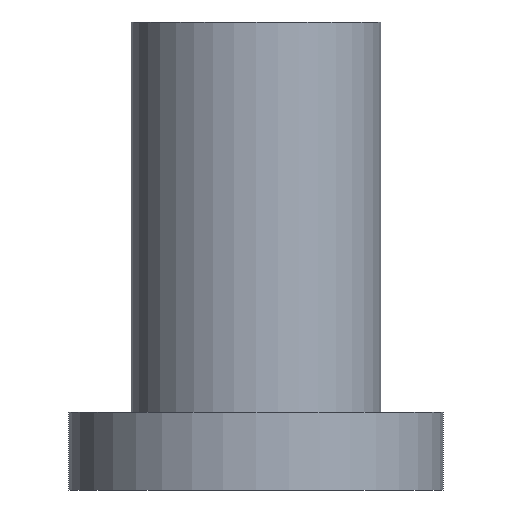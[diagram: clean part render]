
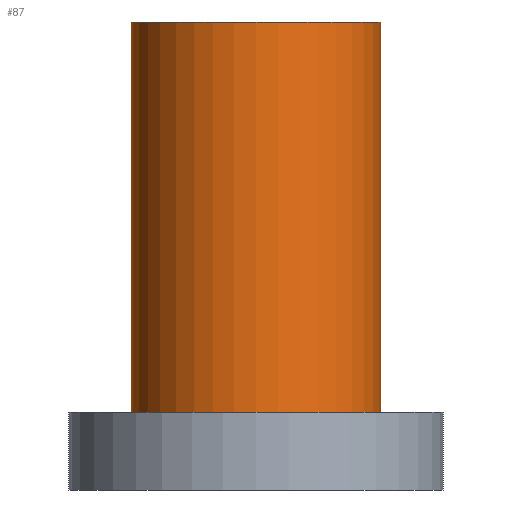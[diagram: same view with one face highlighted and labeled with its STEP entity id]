
A CAD part, front view. The second image highlights one B-rep face of the part: STEP entity #87.
In plain terms, the highlighted cylindrical face has radius 0.8 mm (diameter 1.6 mm), a full revolution.
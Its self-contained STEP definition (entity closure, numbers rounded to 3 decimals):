
#24=FACE_OUTER_BOUND('',#31,.T.);
#31=EDGE_LOOP('',(#73,#74,#75,#76));
#38=LINE('',#164,#41);
#41=VECTOR('',#140,0.8);
#44=CIRCLE('',#108,0.8);
#47=CIRCLE('',#113,0.8);
#50=VERTEX_POINT('',#153);
#53=VERTEX_POINT('',#162);
#57=EDGE_CURVE('',#50,#50,#44,.T.);
#61=EDGE_CURVE('',#53,#53,#47,.T.);
#62=EDGE_CURVE('',#53,#50,#38,.T.);
#73=ORIENTED_EDGE('',*,*,#61,.F.);
#74=ORIENTED_EDGE('',*,*,#62,.T.);
#75=ORIENTED_EDGE('',*,*,#57,.T.);
#76=ORIENTED_EDGE('',*,*,#62,.F.);
#83=CYLINDRICAL_SURFACE('',#112,0.8);
#87=ADVANCED_FACE('',(#24),#83,.T.);
#108=AXIS2_PLACEMENT_3D('',#154,#127,#128);
#112=AXIS2_PLACEMENT_3D('',#161,#136,#137);
#113=AXIS2_PLACEMENT_3D('',#163,#138,#139);
#127=DIRECTION('center_axis',(0.,0.,1.));
#128=DIRECTION('ref_axis',(1.,0.,0.));
#136=DIRECTION('center_axis',(0.,0.,1.));
#137=DIRECTION('ref_axis',(1.,0.,0.));
#138=DIRECTION('center_axis',(0.,0.,1.));
#139=DIRECTION('ref_axis',(1.,0.,0.));
#140=DIRECTION('',(0.,0.,-1.));
#153=CARTESIAN_POINT('',(6.7,0.,0.5));
#154=CARTESIAN_POINT('Origin',(7.5,0.,0.5));
#161=CARTESIAN_POINT('Origin',(7.5,0.,0.));
#162=CARTESIAN_POINT('',(6.7,0.,3.));
#163=CARTESIAN_POINT('Origin',(7.5,0.,3.));
#164=CARTESIAN_POINT('',(6.7,0.,0.));
